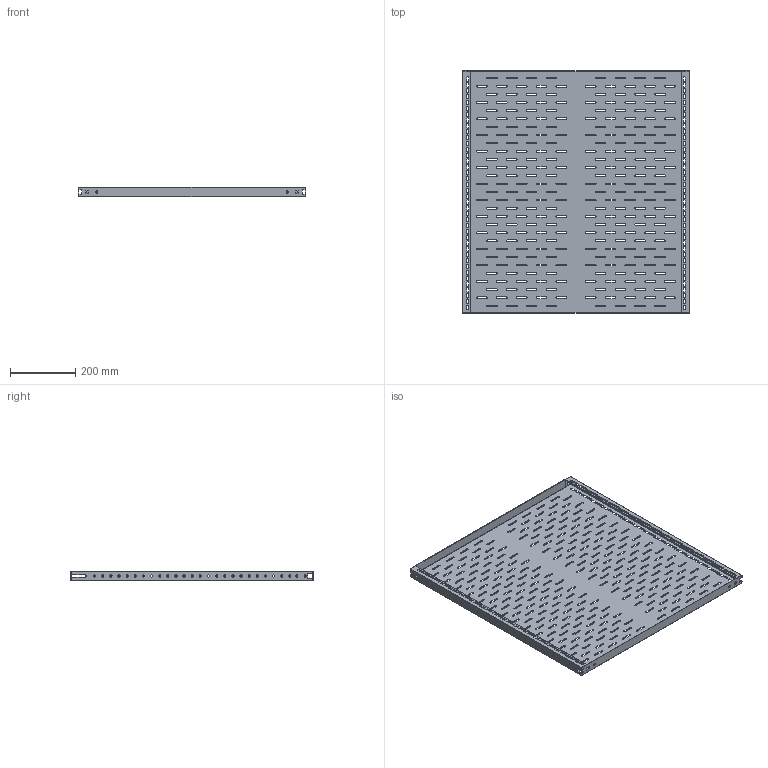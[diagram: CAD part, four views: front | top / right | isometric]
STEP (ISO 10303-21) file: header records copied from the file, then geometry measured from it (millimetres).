
FILE_DESCRIPTION (( 'STEP AP203' ), '1' );
FILE_NAME ('R5DOE8745.step', '2011-03-17T12:04:37', ( 'User' ), ( 'DKC' ), 'SwSTEP 2.0', 'SolidWorks 2011', '' );
FILE_SCHEMA (( 'CONFIG_CONTROL_DESIGN' ));
Products named in the file (1): R5DOE8745
Bounding box: 699 x 746.5 x 30 mm (x, y, z)
Volume: 866210.1 mm3; surface area: 1199087.8 mm2
Topology: 1 solids, 1 shells, 2194 faces, 6514 edges, 4320 vertices
Faces by surface type: cylinder 1234, plane 960
Entity records: 76267 total; most frequent: DIRECTION 13384, CARTESIAN_POINT 13029, ORIENTED_EDGE 13028, EDGE_CURVE 6514, AXIS2_PLACEMENT_3D 4675, VERTEX_POINT 4320, LINE 4034, VECTOR 4034
